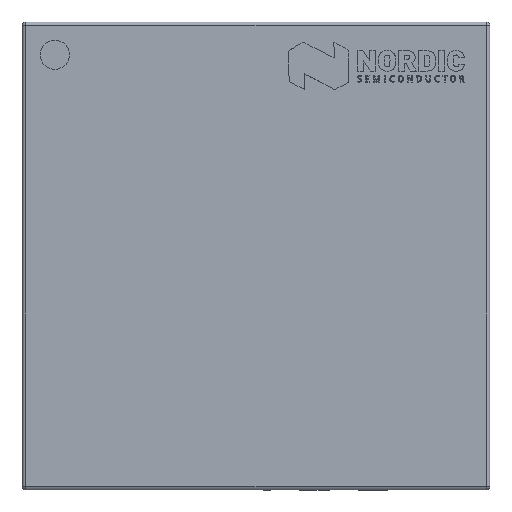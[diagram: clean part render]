
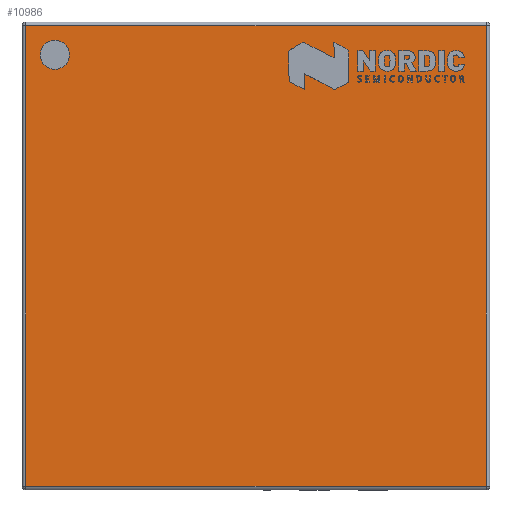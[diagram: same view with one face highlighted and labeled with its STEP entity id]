
A CAD part, top view. The second image highlights one B-rep face of the part: STEP entity #10986.
In plain terms, the highlighted planar face has unit normal (0, 0, 1).
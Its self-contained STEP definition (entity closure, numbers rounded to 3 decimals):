
#32 = AXIS2_PLACEMENT_3D ( 'NONE', #6612, #8034, #4127 ) ;
#68 = DIRECTION ( 'NONE',  ( 1., 0., 0. ) ) ;
#92 = AXIS2_PLACEMENT_3D ( 'NONE', #5811, #12130, #15617 ) ;
#239 = LINE ( 'NONE', #5295, #11172 ) ;
#1067 = LINE ( 'NONE', #6531, #14271 ) ;
#1146 = EDGE_CURVE ( 'NONE', #2971, #14340, #10435, .T. ) ;
#1510 = CARTESIAN_POINT ( 'NONE',  ( -1.97, 1.97, 0.95 ) ) ;
#1651 = AXIS2_PLACEMENT_3D ( 'NONE', #2953, #8011, #8097 ) ;
#1666 = CARTESIAN_POINT ( 'NONE',  ( -1.845, 1.72, 0.95 ) ) ;
#2838 = VECTOR ( 'NONE', #7341, 1000. ) ;
#2953 = CARTESIAN_POINT ( 'NONE',  ( 0., 0., 0.95 ) ) ;
#2971 = VERTEX_POINT ( 'NONE', #5469 ) ;
#3241 = LINE ( 'NONE', #5552, #4645 ) ;
#3630 = EDGE_LOOP ( 'NONE', ( #11274, #12703 ) ) ;
#3699 = VERTEX_POINT ( 'NONE', #1510 ) ;
#4127 = DIRECTION ( 'NONE',  ( 1., 0., 0. ) ) ;
#4560 = CARTESIAN_POINT ( 'NONE',  ( 1.97, -1.97, 0.95 ) ) ;
#4645 = VECTOR ( 'NONE', #10538, 1000. ) ;
#5215 = EDGE_CURVE ( 'NONE', #14340, #2971, #11979, .T. ) ;
#5295 = CARTESIAN_POINT ( 'NONE',  ( -2., 1.97, 0.95 ) ) ;
#5363 = VERTEX_POINT ( 'NONE', #8201 ) ;
#5469 = CARTESIAN_POINT ( 'NONE',  ( -1.595, 1.72, 0.95 ) ) ;
#5552 = CARTESIAN_POINT ( 'NONE',  ( 1.97, 2., 0.95 ) ) ;
#5811 = CARTESIAN_POINT ( 'NONE',  ( -1.72, 1.72, 0.95 ) ) ;
#6086 = LINE ( 'NONE', #10992, #2838 ) ;
#6136 = EDGE_CURVE ( 'NONE', #6149, #14930, #3241, .T. ) ;
#6149 = VERTEX_POINT ( 'NONE', #4560 ) ;
#6271 = EDGE_LOOP ( 'NONE', ( #9490, #14424, #9583, #8576 ) ) ;
#6531 = CARTESIAN_POINT ( 'NONE',  ( 2., -1.97, 0.95 ) ) ;
#6612 = CARTESIAN_POINT ( 'NONE',  ( -1.72, 1.72, 0.95 ) ) ;
#7341 = DIRECTION ( 'NONE',  ( 0., -1., 0. ) ) ;
#8004 = EDGE_CURVE ( 'NONE', #3699, #5363, #6086, .T. ) ;
#8011 = DIRECTION ( 'NONE',  ( 0., 0., 1. ) ) ;
#8034 = DIRECTION ( 'NONE',  ( 0., 0., 1. ) ) ;
#8097 = DIRECTION ( 'NONE',  ( 1., 0., 0. ) ) ;
#8201 = CARTESIAN_POINT ( 'NONE',  ( -1.97, -1.97, 0.95 ) ) ;
#8576 = ORIENTED_EDGE ( 'NONE', *, *, #13544, .T. ) ;
#9490 = ORIENTED_EDGE ( 'NONE', *, *, #8004, .T. ) ;
#9583 = ORIENTED_EDGE ( 'NONE', *, *, #6136, .T. ) ;
#10435 = CIRCLE ( 'NONE', #92, 0.125 ) ;
#10524 = DIRECTION ( 'NONE',  ( -1., 0., 0. ) ) ;
#10538 = DIRECTION ( 'NONE',  ( 0., 1., 0. ) ) ;
#10986 = ADVANCED_FACE ( 'NONE', ( #16342, #15175 ), #13073, .T. ) ;
#10992 = CARTESIAN_POINT ( 'NONE',  ( -1.97, -2., 0.95 ) ) ;
#11172 = VECTOR ( 'NONE', #10524, 1000. ) ;
#11274 = ORIENTED_EDGE ( 'NONE', *, *, #1146, .F. ) ;
#11979 = CIRCLE ( 'NONE', #32, 0.125 ) ;
#12130 = DIRECTION ( 'NONE',  ( 0., 0., 1. ) ) ;
#12664 = CARTESIAN_POINT ( 'NONE',  ( 1.97, 1.97, 0.95 ) ) ;
#12703 = ORIENTED_EDGE ( 'NONE', *, *, #5215, .F. ) ;
#13073 = PLANE ( 'NONE',  #1651 ) ;
#13544 = EDGE_CURVE ( 'NONE', #14930, #3699, #239, .T. ) ;
#14271 = VECTOR ( 'NONE', #68, 1000. ) ;
#14340 = VERTEX_POINT ( 'NONE', #1666 ) ;
#14424 = ORIENTED_EDGE ( 'NONE', *, *, #15734, .T. ) ;
#14930 = VERTEX_POINT ( 'NONE', #12664 ) ;
#15175 = FACE_OUTER_BOUND ( 'NONE', #6271, .T. ) ;
#15617 = DIRECTION ( 'NONE',  ( 1., 0., 0. ) ) ;
#15734 = EDGE_CURVE ( 'NONE', #5363, #6149, #1067, .T. ) ;
#16342 = FACE_BOUND ( 'NONE', #3630, .T. ) ;
